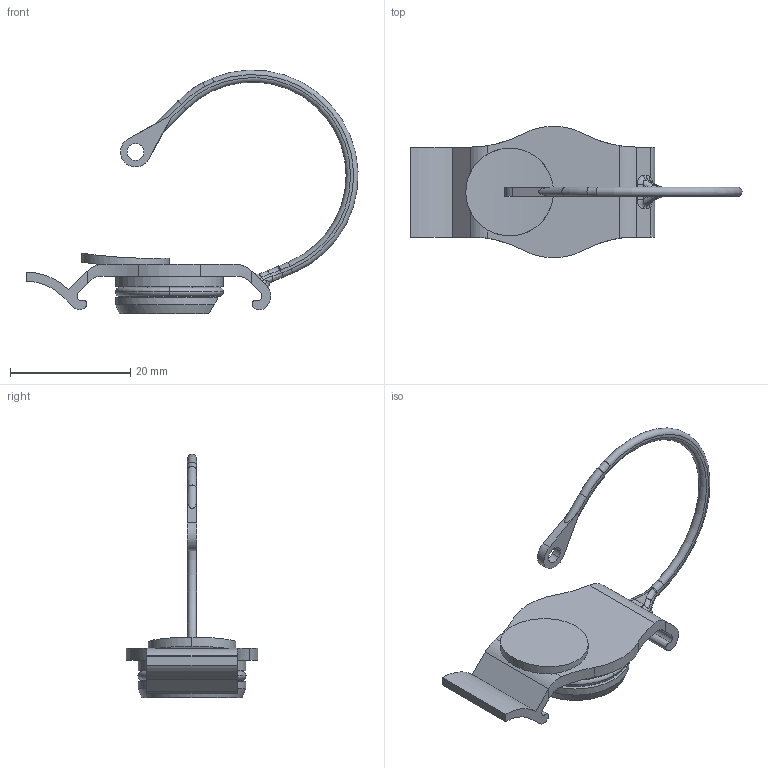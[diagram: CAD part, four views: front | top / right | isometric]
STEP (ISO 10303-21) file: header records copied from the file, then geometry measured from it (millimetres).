
FILE_DESCRIPTION(('Creo Elements/Direct Modeling STEP Export'),'2;1');
FILE_NAME('model.stp','2019-04-07T 1:31:08',(''),(''),'Creo Elements/Direct Modeling STEP processor for AP214 (Solid Model)','Creo Elements/Direct Modeling 20.1A 29-Sep-2018 (C) Parametric Technology GmbH','');
FILE_SCHEMA(('AUTOMOTIVE_DESIGN { 1 0 10303 214 1 1 1 1 }'));
Length unit declared in the file: millimetre
Products named in the file (2): VS-08-SD-F-OLOGO
Assembly tree (1 placements, depth 2):
  VS-08-SD-F-OLOGO
    VS-08-SD-F-OLOGO
Bounding box: 55.33 x 21.92 x 40.6 mm (x, y, z)
Volume: 2447.4 mm3; surface area: 3304.6 mm2
Topology: 1 solids, 1 shells, 103 faces, 276 edges, 179 vertices
Faces by surface type: cylinder 47, plane 29, bspline 13, torus 7, extrusion 6, cone 1
Entity records: 7056 total; most frequent: CARTESIAN_POINT 3787, ORIENTED_EDGE 552, DIRECTION 446, EDGE_CURVE 276, VERTEX_POINT 179, AXIS2_PLACEMENT_3D 165, VECTOR 116, LINE 110
